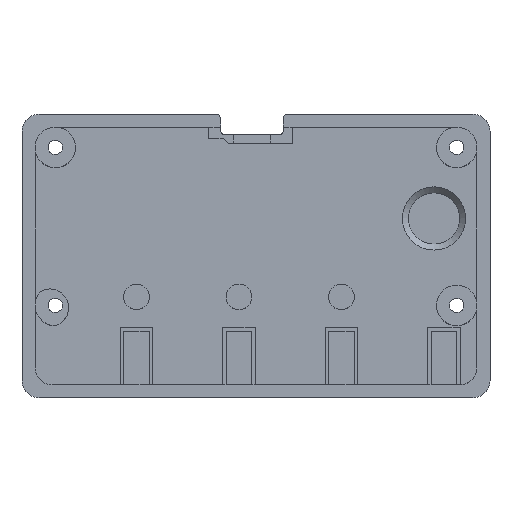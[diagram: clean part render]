
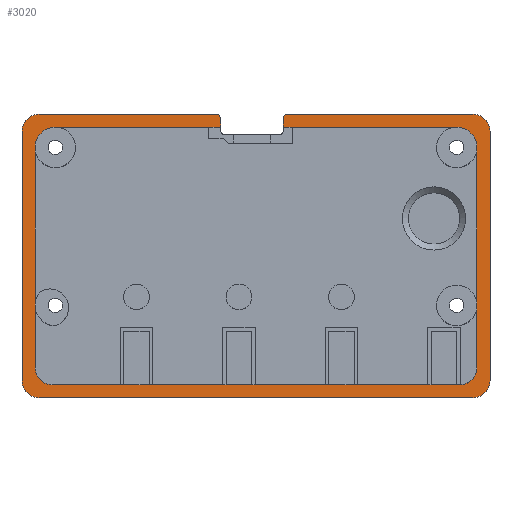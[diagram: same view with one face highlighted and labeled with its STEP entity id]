
A CAD part, top view. The second image highlights one B-rep face of the part: STEP entity #3020.
In plain terms, the highlighted planar face has unit normal (0, 0, 1).
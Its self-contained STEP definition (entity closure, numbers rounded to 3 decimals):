
#240=LINE('',#4878,#562);
#243=LINE('',#4886,#565);
#249=LINE('',#4901,#571);
#252=LINE('',#4909,#574);
#255=LINE('',#4917,#577);
#257=LINE('',#4924,#579);
#273=LINE('',#4955,#595);
#297=LINE('',#5004,#619);
#298=LINE('',#5008,#620);
#299=LINE('',#5012,#621);
#300=LINE('',#5016,#622);
#301=LINE('',#5019,#623);
#562=VECTOR('',#3961,10.);
#565=VECTOR('',#3970,10.);
#571=VECTOR('',#3986,10.);
#574=VECTOR('',#3995,10.);
#577=VECTOR('',#4004,10.);
#579=VECTOR('',#4012,10.);
#595=VECTOR('',#4038,10.);
#619=VECTOR('',#4090,10.);
#620=VECTOR('',#4093,10.);
#621=VECTOR('',#4096,10.);
#622=VECTOR('',#4099,10.);
#623=VECTOR('',#4102,10.);
#860=FACE_OUTER_BOUND('',#1039,.T.);
#1039=EDGE_LOOP('',(#2595,#2596,#2597,#2598,#2599,#2600,#2601,#2602,#2603,
#2604,#2605,#2606,#2607,#2608,#2609,#2610,#2611,#2612,#2613,#2614,#2615,
#2616));
#1175=CIRCLE('',#3258,4.);
#1176=CIRCLE('',#3261,1.);
#1177=CIRCLE('',#3263,1.);
#1178=CIRCLE('',#3266,4.);
#1179=CIRCLE('',#3269,4.);
#1180=CIRCLE('',#3272,4.);
#1181=CIRCLE('',#3293,4.75);
#1182=CIRCLE('',#3294,4.);
#1183=CIRCLE('',#3295,4.);
#1184=CIRCLE('',#3296,4.75);
#1433=VERTEX_POINT('',#4875);
#1434=VERTEX_POINT('',#4877);
#1435=VERTEX_POINT('',#4881);
#1436=VERTEX_POINT('',#4885);
#1437=VERTEX_POINT('',#4889);
#1438=VERTEX_POINT('',#4893);
#1439=VERTEX_POINT('',#4894);
#1440=VERTEX_POINT('',#4899);
#1441=VERTEX_POINT('',#4903);
#1442=VERTEX_POINT('',#4907);
#1443=VERTEX_POINT('',#4911);
#1444=VERTEX_POINT('',#4915);
#1446=VERTEX_POINT('',#4923);
#1456=VERTEX_POINT('',#4953);
#1467=VERTEX_POINT('',#5003);
#1468=VERTEX_POINT('',#5005);
#1469=VERTEX_POINT('',#5007);
#1470=VERTEX_POINT('',#5009);
#1471=VERTEX_POINT('',#5011);
#1472=VERTEX_POINT('',#5013);
#1473=VERTEX_POINT('',#5015);
#1474=VERTEX_POINT('',#5017);
#1804=EDGE_CURVE('',#1433,#1434,#240,.T.);
#1806=EDGE_CURVE('',#1434,#1435,#1175,.T.);
#1808=EDGE_CURVE('',#1435,#1436,#243,.T.);
#1810=EDGE_CURVE('',#1436,#1437,#1176,.T.);
#1812=EDGE_CURVE('',#1438,#1439,#1177,.T.);
#1816=EDGE_CURVE('',#1439,#1440,#249,.T.);
#1817=EDGE_CURVE('',#1440,#1441,#1178,.T.);
#1820=EDGE_CURVE('',#1441,#1442,#252,.T.);
#1821=EDGE_CURVE('',#1442,#1443,#1179,.T.);
#1824=EDGE_CURVE('',#1443,#1444,#255,.T.);
#1825=EDGE_CURVE('',#1444,#1433,#1180,.T.);
#1827=EDGE_CURVE('',#1437,#1446,#257,.T.);
#1843=EDGE_CURVE('',#1456,#1438,#273,.T.);
#1867=EDGE_CURVE('',#1467,#1456,#297,.T.);
#1868=EDGE_CURVE('',#1468,#1467,#1181,.T.);
#1869=EDGE_CURVE('',#1468,#1469,#298,.T.);
#1870=EDGE_CURVE('',#1470,#1469,#1182,.F.);
#1871=EDGE_CURVE('',#1470,#1471,#299,.T.);
#1872=EDGE_CURVE('',#1472,#1471,#1183,.F.);
#1873=EDGE_CURVE('',#1472,#1473,#300,.T.);
#1874=EDGE_CURVE('',#1474,#1473,#1184,.T.);
#1875=EDGE_CURVE('',#1446,#1474,#301,.T.);
#2595=ORIENTED_EDGE('',*,*,#1825,.F.);
#2596=ORIENTED_EDGE('',*,*,#1824,.F.);
#2597=ORIENTED_EDGE('',*,*,#1821,.F.);
#2598=ORIENTED_EDGE('',*,*,#1820,.F.);
#2599=ORIENTED_EDGE('',*,*,#1817,.F.);
#2600=ORIENTED_EDGE('',*,*,#1816,.F.);
#2601=ORIENTED_EDGE('',*,*,#1812,.F.);
#2602=ORIENTED_EDGE('',*,*,#1843,.F.);
#2603=ORIENTED_EDGE('',*,*,#1867,.F.);
#2604=ORIENTED_EDGE('',*,*,#1868,.F.);
#2605=ORIENTED_EDGE('',*,*,#1869,.T.);
#2606=ORIENTED_EDGE('',*,*,#1870,.F.);
#2607=ORIENTED_EDGE('',*,*,#1871,.T.);
#2608=ORIENTED_EDGE('',*,*,#1872,.F.);
#2609=ORIENTED_EDGE('',*,*,#1873,.T.);
#2610=ORIENTED_EDGE('',*,*,#1874,.F.);
#2611=ORIENTED_EDGE('',*,*,#1875,.F.);
#2612=ORIENTED_EDGE('',*,*,#1827,.F.);
#2613=ORIENTED_EDGE('',*,*,#1810,.F.);
#2614=ORIENTED_EDGE('',*,*,#1808,.F.);
#2615=ORIENTED_EDGE('',*,*,#1806,.F.);
#2616=ORIENTED_EDGE('',*,*,#1804,.F.);
#2869=PLANE('',#3292);
#3020=ADVANCED_FACE('',(#860),#2869,.T.);
#3258=AXIS2_PLACEMENT_3D('',#4882,#3965,#3966);
#3261=AXIS2_PLACEMENT_3D('',#4890,#3974,#3975);
#3263=AXIS2_PLACEMENT_3D('',#4895,#3979,#3980);
#3266=AXIS2_PLACEMENT_3D('',#4904,#3989,#3990);
#3269=AXIS2_PLACEMENT_3D('',#4912,#3998,#3999);
#3272=AXIS2_PLACEMENT_3D('',#4919,#4007,#4008);
#3292=AXIS2_PLACEMENT_3D('',#5002,#4088,#4089);
#3293=AXIS2_PLACEMENT_3D('',#5006,#4091,#4092);
#3294=AXIS2_PLACEMENT_3D('',#5010,#4094,#4095);
#3295=AXIS2_PLACEMENT_3D('',#5014,#4097,#4098);
#3296=AXIS2_PLACEMENT_3D('',#5018,#4100,#4101);
#3961=DIRECTION('',(0.,1.,0.));
#3965=DIRECTION('center_axis',(0.,0.,-1.));
#3966=DIRECTION('ref_axis',(-0.707,0.707,0.));
#3970=DIRECTION('',(1.,0.,0.));
#3974=DIRECTION('center_axis',(0.,0.,-1.));
#3975=DIRECTION('ref_axis',(0.707,0.707,0.));
#3979=DIRECTION('center_axis',(0.,0.,-1.));
#3980=DIRECTION('ref_axis',(-0.707,0.707,0.));
#3986=DIRECTION('',(1.,0.,0.));
#3989=DIRECTION('center_axis',(0.,0.,-1.));
#3990=DIRECTION('ref_axis',(0.707,0.707,0.));
#3995=DIRECTION('',(0.,-1.,0.));
#3998=DIRECTION('center_axis',(0.,0.,-1.));
#3999=DIRECTION('ref_axis',(0.707,-0.707,0.));
#4004=DIRECTION('',(-1.,0.,0.));
#4007=DIRECTION('center_axis',(0.,0.,-1.));
#4008=DIRECTION('ref_axis',(-0.707,-0.707,0.));
#4012=DIRECTION('',(0.,-1.,0.));
#4038=DIRECTION('',(0.,1.,0.));
#4088=DIRECTION('center_axis',(0.,0.,1.));
#4089=DIRECTION('ref_axis',(-1.,0.,0.));
#4090=DIRECTION('',(-1.,0.,0.));
#4091=DIRECTION('center_axis',(0.,0.,1.));
#4092=DIRECTION('ref_axis',(-1.,0.,0.));
#4093=DIRECTION('',(0.,-1.,0.));
#4094=DIRECTION('center_axis',(0.,0.,-1.));
#4095=DIRECTION('ref_axis',(0.707,-0.707,0.));
#4096=DIRECTION('',(-1.,0.,0.));
#4097=DIRECTION('center_axis',(0.,0.,-1.));
#4098=DIRECTION('ref_axis',(-0.707,-0.707,0.));
#4099=DIRECTION('',(0.,1.,0.));
#4100=DIRECTION('center_axis',(0.,0.,1.));
#4101=DIRECTION('ref_axis',(-1.,0.,0.));
#4102=DIRECTION('',(-1.,0.,0.));
#4875=CARTESIAN_POINT('',(-4.8,-2.6,-14.93));
#4877=CARTESIAN_POINT('',(-4.8,55.8,-14.93));
#4878=CARTESIAN_POINT('',(-4.8,39.75,-14.93));
#4881=CARTESIAN_POINT('',(-0.8,59.8,-14.93));
#4882=CARTESIAN_POINT('Origin',(-0.8,55.8,-14.93));
#4885=CARTESIAN_POINT('',(40.7,59.8,-14.93));
#4886=CARTESIAN_POINT('',(22.6,59.8,-14.93));
#4889=CARTESIAN_POINT('',(41.7,58.8,-14.93));
#4890=CARTESIAN_POINT('Origin',(40.7,58.8,-14.93));
#4893=CARTESIAN_POINT('',(56.4,58.8,-14.93));
#4894=CARTESIAN_POINT('',(57.4,59.8,-14.93));
#4895=CARTESIAN_POINT('Origin',(57.4,58.8,-14.93));
#4899=CARTESIAN_POINT('',(100.8,59.8,-14.93));
#4901=CARTESIAN_POINT('',(73.5,59.8,-14.93));
#4903=CARTESIAN_POINT('',(104.8,55.8,-14.93));
#4904=CARTESIAN_POINT('Origin',(100.8,55.8,-14.93));
#4907=CARTESIAN_POINT('',(104.8,-2.6,-14.93));
#4909=CARTESIAN_POINT('',(104.8,15.25,-14.93));
#4911=CARTESIAN_POINT('',(100.8,-6.6,-14.93));
#4912=CARTESIAN_POINT('Origin',(100.8,-2.6,-14.93));
#4915=CARTESIAN_POINT('',(-0.8,-6.6,-14.93));
#4917=CARTESIAN_POINT('',(26.5,-6.6,-14.93));
#4919=CARTESIAN_POINT('Origin',(-0.8,-2.6,-14.93));
#4923=CARTESIAN_POINT('',(41.7,56.75,-14.93));
#4924=CARTESIAN_POINT('',(41.7,43.65,-14.93));
#4953=CARTESIAN_POINT('',(56.4,56.75,-14.93));
#4955=CARTESIAN_POINT('',(56.4,43.65,-14.93));
#5002=CARTESIAN_POINT('Origin',(50.,27.5,-14.93));
#5003=CARTESIAN_POINT('',(97.,56.75,-14.93));
#5004=CARTESIAN_POINT('',(53.2,56.75,-14.93));
#5005=CARTESIAN_POINT('',(101.75,52.,-14.93));
#5006=CARTESIAN_POINT('Origin',(97.,52.,-14.93));
#5007=CARTESIAN_POINT('',(101.75,0.45,-14.93));
#5008=CARTESIAN_POINT('',(101.75,12.875,-14.93));
#5009=CARTESIAN_POINT('',(97.75,-3.55,-14.93));
#5010=CARTESIAN_POINT('Origin',(97.75,0.45,-14.93));
#5011=CARTESIAN_POINT('',(2.25,-3.55,-14.93));
#5012=CARTESIAN_POINT('',(61.9,-3.55,-14.93));
#5013=CARTESIAN_POINT('',(-1.75,0.45,-14.93));
#5014=CARTESIAN_POINT('Origin',(2.25,0.45,-14.93));
#5015=CARTESIAN_POINT('',(-1.75,52.,-14.93));
#5016=CARTESIAN_POINT('',(-1.75,12.875,-14.93));
#5017=CARTESIAN_POINT('',(3.,56.75,-14.93));
#5018=CARTESIAN_POINT('Origin',(3.,52.,-14.93));
#5019=CARTESIAN_POINT('',(10.725,56.75,-14.93));
